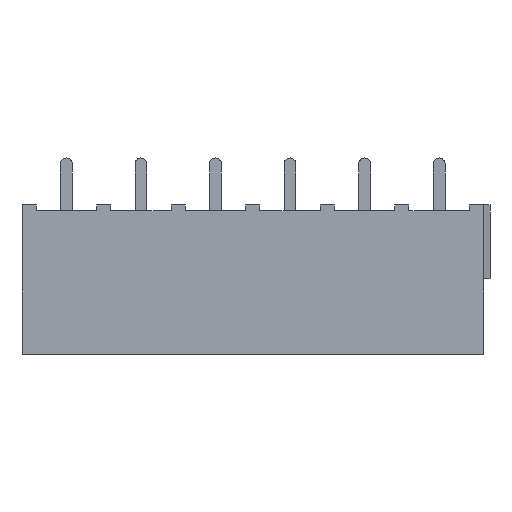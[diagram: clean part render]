
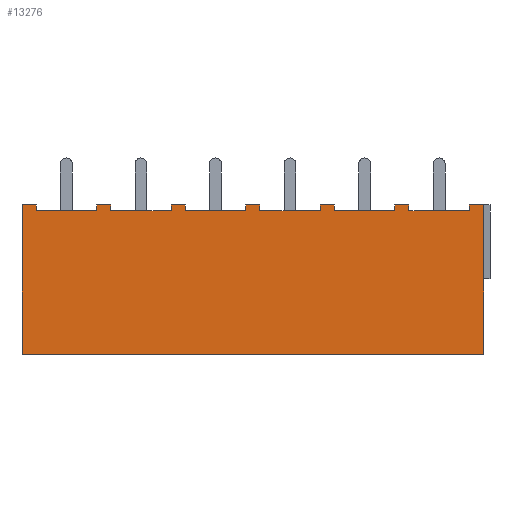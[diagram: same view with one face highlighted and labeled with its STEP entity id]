
A CAD part, left-side view. The second image highlights one B-rep face of the part: STEP entity #13276.
In plain terms, the highlighted planar face has unit normal (-1, 0, 0).
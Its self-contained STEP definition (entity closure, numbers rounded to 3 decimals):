
#413=DIRECTION('',(0.,0.,1.));
#414=VECTOR('',#413,12.7);
#415=CARTESIAN_POINT('',(-4.2,-3.775,-12.7));
#416=LINE('',#415,#414);
#1164=DIRECTION('',(0.,1.,0.));
#1165=VECTOR('',#1164,1.2);
#1166=CARTESIAN_POINT('',(-4.2,2.575,0.));
#1167=LINE('',#1166,#1165);
#1180=DIRECTION('',(0.,1.,0.));
#1181=VECTOR('',#1180,1.2);
#1182=CARTESIAN_POINT('',(-4.2,-3.775,0.));
#1183=LINE('',#1182,#1181);
#1393=DIRECTION('',(0.,0.,1.));
#1394=VECTOR('',#1393,0.5);
#1395=CARTESIAN_POINT('',(-4.2,29.175,-0.5));
#1396=LINE('',#1395,#1394);
#2385=DIRECTION('',(0.,1.,0.));
#2386=VECTOR('',#2385,1.2);
#2387=CARTESIAN_POINT('',(-4.2,34.325,0.));
#2388=LINE('',#2387,#2386);
#2389=DIRECTION('',(0.,1.,0.));
#2390=VECTOR('',#2389,39.3);
#2391=CARTESIAN_POINT('',(-4.2,-3.775,-12.7));
#2392=LINE('',#2391,#2390);
#2393=DIRECTION('',(0.,0.,1.));
#2394=VECTOR('',#2393,0.5);
#2395=CARTESIAN_POINT('',(-4.2,34.325,-0.5));
#2396=LINE('',#2395,#2394);
#2397=DIRECTION('',(0.,1.,0.));
#2398=VECTOR('',#2397,5.15);
#2399=CARTESIAN_POINT('',(-4.2,29.175,-0.5));
#2400=LINE('',#2399,#2398);
#2401=DIRECTION('',(0.,0.,1.));
#2402=VECTOR('',#2401,0.5);
#2403=CARTESIAN_POINT('',(-4.2,27.975,-0.5));
#2404=LINE('',#2403,#2402);
#2405=DIRECTION('',(0.,1.,0.));
#2406=VECTOR('',#2405,5.15);
#2407=CARTESIAN_POINT('',(-4.2,22.825,-0.5));
#2408=LINE('',#2407,#2406);
#2409=DIRECTION('',(0.,0.,1.));
#2410=VECTOR('',#2409,0.5);
#2411=CARTESIAN_POINT('',(-4.2,21.625,-0.5));
#2412=LINE('',#2411,#2410);
#2413=DIRECTION('',(0.,1.,0.));
#2414=VECTOR('',#2413,5.15);
#2415=CARTESIAN_POINT('',(-4.2,16.475,-0.5));
#2416=LINE('',#2415,#2414);
#2417=DIRECTION('',(0.,0.,1.));
#2418=VECTOR('',#2417,0.5);
#2419=CARTESIAN_POINT('',(-4.2,15.275,-0.5));
#2420=LINE('',#2419,#2418);
#2421=DIRECTION('',(0.,1.,0.));
#2422=VECTOR('',#2421,5.15);
#2423=CARTESIAN_POINT('',(-4.2,10.125,-0.5));
#2424=LINE('',#2423,#2422);
#2425=DIRECTION('',(0.,0.,1.));
#2426=VECTOR('',#2425,0.5);
#2427=CARTESIAN_POINT('',(-4.2,8.925,-0.5));
#2428=LINE('',#2427,#2426);
#2429=DIRECTION('',(0.,1.,0.));
#2430=VECTOR('',#2429,5.15);
#2431=CARTESIAN_POINT('',(-4.2,3.775,-0.5));
#2432=LINE('',#2431,#2430);
#2433=DIRECTION('',(0.,0.,1.));
#2434=VECTOR('',#2433,0.5);
#2435=CARTESIAN_POINT('',(-4.2,2.575,-0.5));
#2436=LINE('',#2435,#2434);
#2437=DIRECTION('',(0.,1.,0.));
#2438=VECTOR('',#2437,5.15);
#2439=CARTESIAN_POINT('',(-4.2,-2.575,-0.5));
#2440=LINE('',#2439,#2438);
#2441=DIRECTION('',(0.,0.,1.));
#2442=VECTOR('',#2441,0.5);
#2443=CARTESIAN_POINT('',(-4.2,-2.575,-0.5));
#2444=LINE('',#2443,#2442);
#2538=DIRECTION('',(0.,0.,1.));
#2539=VECTOR('',#2538,12.7);
#2540=CARTESIAN_POINT('',(-4.2,35.525,-12.7));
#2541=LINE('',#2540,#2539);
#2614=DIRECTION('',(0.,0.,1.));
#2615=VECTOR('',#2614,0.5);
#2616=CARTESIAN_POINT('',(-4.2,3.775,-0.5));
#2617=LINE('',#2616,#2615);
#3606=DIRECTION('',(0.,1.,0.));
#3607=VECTOR('',#3606,1.2);
#3608=CARTESIAN_POINT('',(-4.2,8.925,0.));
#3609=LINE('',#3608,#3607);
#3651=DIRECTION('',(0.,0.,1.));
#3652=VECTOR('',#3651,0.5);
#3653=CARTESIAN_POINT('',(-4.2,10.125,-0.5));
#3654=LINE('',#3653,#3652);
#4643=DIRECTION('',(0.,1.,0.));
#4644=VECTOR('',#4643,1.2);
#4645=CARTESIAN_POINT('',(-4.2,15.275,0.));
#4646=LINE('',#4645,#4644);
#4688=DIRECTION('',(0.,0.,1.));
#4689=VECTOR('',#4688,0.5);
#4690=CARTESIAN_POINT('',(-4.2,16.475,-0.5));
#4691=LINE('',#4690,#4689);
#5680=DIRECTION('',(0.,1.,0.));
#5681=VECTOR('',#5680,1.2);
#5682=CARTESIAN_POINT('',(-4.2,21.625,0.));
#5683=LINE('',#5682,#5681);
#5725=DIRECTION('',(0.,0.,1.));
#5726=VECTOR('',#5725,0.5);
#5727=CARTESIAN_POINT('',(-4.2,22.825,-0.5));
#5728=LINE('',#5727,#5726);
#6717=DIRECTION('',(0.,1.,0.));
#6718=VECTOR('',#6717,1.2);
#6719=CARTESIAN_POINT('',(-4.2,27.975,0.));
#6720=LINE('',#6719,#6718);
#8063=CARTESIAN_POINT('',(-4.2,-3.775,-12.7));
#8064=VERTEX_POINT('',#8063);
#8065=CARTESIAN_POINT('',(-4.2,-3.775,0.));
#8066=VERTEX_POINT('',#8065);
#8067=CARTESIAN_POINT('',(-4.2,3.775,0.));
#8069=VERTEX_POINT('',#8067);
#8087=CARTESIAN_POINT('',(-4.2,2.575,0.));
#8089=VERTEX_POINT('',#8087);
#8091=CARTESIAN_POINT('',(-4.2,-2.575,0.));
#8093=VERTEX_POINT('',#8091);
#8115=CARTESIAN_POINT('',(-4.2,2.575,-0.5));
#8116=VERTEX_POINT('',#8115);
#8117=CARTESIAN_POINT('',(-4.2,-2.575,-0.5));
#8118=VERTEX_POINT('',#8117);
#8669=CARTESIAN_POINT('',(-4.2,10.125,0.));
#8671=VERTEX_POINT('',#8669);
#8683=CARTESIAN_POINT('',(-4.2,8.925,0.));
#8685=VERTEX_POINT('',#8683);
#8697=CARTESIAN_POINT('',(-4.2,8.925,-0.5));
#8698=VERTEX_POINT('',#8697);
#8935=CARTESIAN_POINT('',(-4.2,3.775,-0.5));
#8937=VERTEX_POINT('',#8935);
#8939=CARTESIAN_POINT('',(-4.2,16.475,0.));
#8941=VERTEX_POINT('',#8939);
#8953=CARTESIAN_POINT('',(-4.2,15.275,0.));
#8955=VERTEX_POINT('',#8953);
#8967=CARTESIAN_POINT('',(-4.2,15.275,-0.5));
#8968=VERTEX_POINT('',#8967);
#9205=CARTESIAN_POINT('',(-4.2,10.125,-0.5));
#9207=VERTEX_POINT('',#9205);
#9209=CARTESIAN_POINT('',(-4.2,22.825,0.));
#9211=VERTEX_POINT('',#9209);
#9223=CARTESIAN_POINT('',(-4.2,21.625,0.));
#9225=VERTEX_POINT('',#9223);
#9237=CARTESIAN_POINT('',(-4.2,21.625,-0.5));
#9238=VERTEX_POINT('',#9237);
#9475=CARTESIAN_POINT('',(-4.2,16.475,-0.5));
#9477=VERTEX_POINT('',#9475);
#9479=CARTESIAN_POINT('',(-4.2,29.175,0.));
#9481=VERTEX_POINT('',#9479);
#9493=CARTESIAN_POINT('',(-4.2,27.975,0.));
#9495=VERTEX_POINT('',#9493);
#9507=CARTESIAN_POINT('',(-4.2,27.975,-0.5));
#9508=VERTEX_POINT('',#9507);
#9745=CARTESIAN_POINT('',(-4.2,22.825,-0.5));
#9747=VERTEX_POINT('',#9745);
#9749=CARTESIAN_POINT('',(-4.2,35.525,0.));
#9751=VERTEX_POINT('',#9749);
#9757=CARTESIAN_POINT('',(-4.2,35.525,-12.7));
#9758=VERTEX_POINT('',#9757);
#9765=CARTESIAN_POINT('',(-4.2,34.325,0.));
#9767=VERTEX_POINT('',#9765);
#9779=CARTESIAN_POINT('',(-4.2,34.325,-0.5));
#9780=VERTEX_POINT('',#9779);
#10017=CARTESIAN_POINT('',(-4.2,29.175,-0.5));
#10019=VERTEX_POINT('',#10017);
#13220=CARTESIAN_POINT('',(-4.2,-3.775,-12.7));
#13221=DIRECTION('',(-1.,0.,0.));
#13222=DIRECTION('',(0.,0.,1.));
#13223=AXIS2_PLACEMENT_3D('',#13220,#13221,#13222);
#13224=PLANE('',#13223);
#13226=ORIENTED_EDGE('',*,*,#13225,.T.);
#13228=ORIENTED_EDGE('',*,*,#13227,.T.);
#13229=ORIENTED_EDGE('',*,*,#13212,.F.);
#13230=ORIENTED_EDGE('',*,*,#13184,.F.);
#13232=ORIENTED_EDGE('',*,*,#13231,.F.);
#13233=ORIENTED_EDGE('',*,*,#11781,.T.);
#13235=ORIENTED_EDGE('',*,*,#13234,.F.);
#13237=ORIENTED_EDGE('',*,*,#13236,.F.);
#13239=ORIENTED_EDGE('',*,*,#13238,.F.);
#13241=ORIENTED_EDGE('',*,*,#13240,.T.);
#13243=ORIENTED_EDGE('',*,*,#13242,.F.);
#13245=ORIENTED_EDGE('',*,*,#13244,.F.);
#13247=ORIENTED_EDGE('',*,*,#13246,.F.);
#13249=ORIENTED_EDGE('',*,*,#13248,.T.);
#13251=ORIENTED_EDGE('',*,*,#13250,.F.);
#13253=ORIENTED_EDGE('',*,*,#13252,.F.);
#13255=ORIENTED_EDGE('',*,*,#13254,.F.);
#13257=ORIENTED_EDGE('',*,*,#13256,.T.);
#13259=ORIENTED_EDGE('',*,*,#13258,.F.);
#13261=ORIENTED_EDGE('',*,*,#13260,.F.);
#13263=ORIENTED_EDGE('',*,*,#13262,.F.);
#13265=ORIENTED_EDGE('',*,*,#13264,.T.);
#13266=ORIENTED_EDGE('',*,*,#11569,.F.);
#13267=ORIENTED_EDGE('',*,*,#11616,.F.);
#13269=ORIENTED_EDGE('',*,*,#13268,.F.);
#13271=ORIENTED_EDGE('',*,*,#13270,.T.);
#13272=ORIENTED_EDGE('',*,*,#11591,.F.);
#13273=ORIENTED_EDGE('',*,*,#10146,.F.);
#13274=EDGE_LOOP('',(#13226,#13228,#13229,#13230,#13232,#13233,#13235,#13237,
#13239,#13241,#13243,#13245,#13247,#13249,#13251,#13253,#13255,#13257,#13259,
#13261,#13263,#13265,#13266,#13267,#13269,#13271,#13272,#13273));
#13275=FACE_OUTER_BOUND('',#13274,.F.);
#10146=EDGE_CURVE('',#8064,#8066,#416,.T.);
#11569=EDGE_CURVE('',#8089,#8069,#1167,.T.);
#11591=EDGE_CURVE('',#8066,#8093,#1183,.T.);
#11616=EDGE_CURVE('',#8116,#8089,#2436,.T.);
#11781=EDGE_CURVE('',#10019,#9481,#1396,.T.);
#13184=EDGE_CURVE('',#9780,#9767,#2396,.T.);
#13212=EDGE_CURVE('',#9767,#9751,#2388,.T.);
#13225=EDGE_CURVE('',#8064,#9758,#2392,.T.);
#13227=EDGE_CURVE('',#9758,#9751,#2541,.T.);
#13231=EDGE_CURVE('',#10019,#9780,#2400,.T.);
#13234=EDGE_CURVE('',#9495,#9481,#6720,.T.);
#13236=EDGE_CURVE('',#9508,#9495,#2404,.T.);
#13238=EDGE_CURVE('',#9747,#9508,#2408,.T.);
#13240=EDGE_CURVE('',#9747,#9211,#5728,.T.);
#13242=EDGE_CURVE('',#9225,#9211,#5683,.T.);
#13244=EDGE_CURVE('',#9238,#9225,#2412,.T.);
#13246=EDGE_CURVE('',#9477,#9238,#2416,.T.);
#13248=EDGE_CURVE('',#9477,#8941,#4691,.T.);
#13250=EDGE_CURVE('',#8955,#8941,#4646,.T.);
#13252=EDGE_CURVE('',#8968,#8955,#2420,.T.);
#13254=EDGE_CURVE('',#9207,#8968,#2424,.T.);
#13256=EDGE_CURVE('',#9207,#8671,#3654,.T.);
#13258=EDGE_CURVE('',#8685,#8671,#3609,.T.);
#13260=EDGE_CURVE('',#8698,#8685,#2428,.T.);
#13262=EDGE_CURVE('',#8937,#8698,#2432,.T.);
#13264=EDGE_CURVE('',#8937,#8069,#2617,.T.);
#13268=EDGE_CURVE('',#8118,#8116,#2440,.T.);
#13270=EDGE_CURVE('',#8118,#8093,#2444,.T.);
#13276=ADVANCED_FACE('',(#13275),#13224,.T.);
